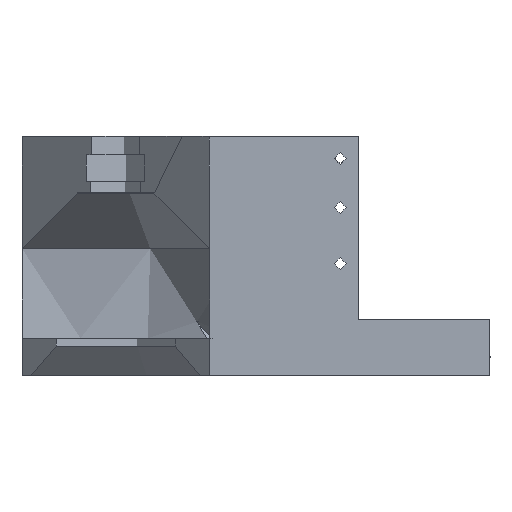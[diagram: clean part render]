
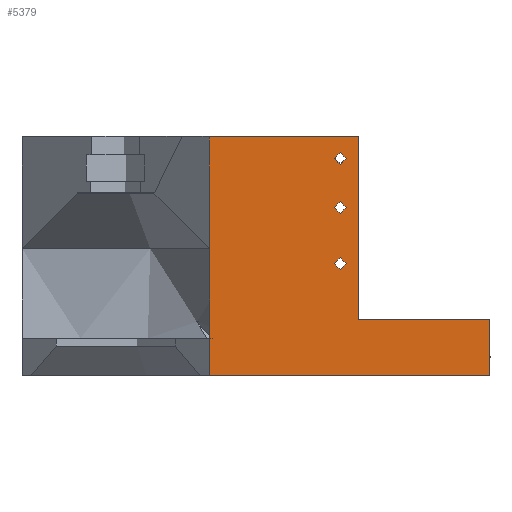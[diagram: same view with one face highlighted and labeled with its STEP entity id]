
A CAD part, left-side view. The second image highlights one B-rep face of the part: STEP entity #5379.
In plain terms, the highlighted planar face has unit normal (-1, 0, 0).
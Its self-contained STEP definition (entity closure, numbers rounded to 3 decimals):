
#46=FACE_BOUND('',#715,.T.);
#47=FACE_BOUND('',#716,.T.);
#48=FACE_BOUND('',#717,.T.);
#132=(
BOUNDED_CURVE()
B_SPLINE_CURVE(2,(#7916,#7917,#7918),.UNSPECIFIED.,.F.,.F.)
B_SPLINE_CURVE_WITH_KNOTS((3,3),(0.,0.015),.UNSPECIFIED.)
CURVE()
GEOMETRIC_REPRESENTATION_ITEM()
RATIONAL_B_SPLINE_CURVE((1.,1.001,1.002))
REPRESENTATION_ITEM('')
);
#200=PLANE('',#5679);
#429=FACE_OUTER_BOUND('',#714,.T.);
#714=EDGE_LOOP('',(#3863,#3864,#3865,#3866,#3867,#3868,#3869,#3870,#3871,
#3872,#3873,#3874,#3875));
#715=EDGE_LOOP('',(#3876));
#716=EDGE_LOOP('',(#3877));
#717=EDGE_LOOP('',(#3878));
#1105=LINE('',#7900,#1729);
#1106=LINE('',#7902,#1730);
#1107=LINE('',#7904,#1731);
#1108=LINE('',#7906,#1732);
#1109=LINE('',#7908,#1733);
#1110=LINE('',#7910,#1734);
#1111=LINE('',#7912,#1735);
#1112=LINE('',#7914,#1736);
#1113=LINE('',#7920,#1737);
#1114=LINE('',#7922,#1738);
#1115=LINE('',#7924,#1739);
#1116=LINE('',#7925,#1740);
#1729=VECTOR('',#6153,10.);
#1730=VECTOR('',#6154,10.);
#1731=VECTOR('',#6155,10.);
#1732=VECTOR('',#6156,10.);
#1733=VECTOR('',#6157,10.);
#1734=VECTOR('',#6158,10.);
#1735=VECTOR('',#6159,10.);
#1736=VECTOR('',#6160,10.);
#1737=VECTOR('',#6161,10.);
#1738=VECTOR('',#6162,10.);
#1739=VECTOR('',#6163,10.);
#1740=VECTOR('',#6164,10.);
#2309=CIRCLE('',#5680,1.6);
#2310=CIRCLE('',#5681,1.6);
#2311=CIRCLE('',#5682,1.6);
#2472=VERTEX_POINT('',#7898);
#2473=VERTEX_POINT('',#7899);
#2474=VERTEX_POINT('',#7901);
#2475=VERTEX_POINT('',#7903);
#2476=VERTEX_POINT('',#7905);
#2477=VERTEX_POINT('',#7907);
#2478=VERTEX_POINT('',#7909);
#2479=VERTEX_POINT('',#7911);
#2480=VERTEX_POINT('',#7913);
#2481=VERTEX_POINT('',#7915);
#2482=VERTEX_POINT('',#7919);
#2483=VERTEX_POINT('',#7921);
#2484=VERTEX_POINT('',#7923);
#2485=VERTEX_POINT('',#7926);
#2486=VERTEX_POINT('',#7928);
#2487=VERTEX_POINT('',#7930);
#3020=EDGE_CURVE('',#2472,#2473,#1105,.T.);
#3021=EDGE_CURVE('',#2474,#2473,#1106,.T.);
#3022=EDGE_CURVE('',#2474,#2475,#1107,.T.);
#3023=EDGE_CURVE('',#2476,#2475,#1108,.T.);
#3024=EDGE_CURVE('',#2477,#2476,#1109,.T.);
#3025=EDGE_CURVE('',#2478,#2477,#1110,.T.);
#3026=EDGE_CURVE('',#2479,#2478,#1111,.T.);
#3027=EDGE_CURVE('',#2479,#2480,#1112,.T.);
#3028=EDGE_CURVE('',#2481,#2480,#132,.T.);
#3029=EDGE_CURVE('',#2481,#2482,#1113,.T.);
#3030=EDGE_CURVE('',#2483,#2482,#1114,.T.);
#3031=EDGE_CURVE('',#2484,#2483,#1115,.T.);
#3032=EDGE_CURVE('',#2472,#2484,#1116,.T.);
#3033=EDGE_CURVE('',#2485,#2485,#2309,.T.);
#3034=EDGE_CURVE('',#2486,#2486,#2310,.T.);
#3035=EDGE_CURVE('',#2487,#2487,#2311,.T.);
#3863=ORIENTED_EDGE('',*,*,#3020,.T.);
#3864=ORIENTED_EDGE('',*,*,#3021,.F.);
#3865=ORIENTED_EDGE('',*,*,#3022,.T.);
#3866=ORIENTED_EDGE('',*,*,#3023,.F.);
#3867=ORIENTED_EDGE('',*,*,#3024,.F.);
#3868=ORIENTED_EDGE('',*,*,#3025,.F.);
#3869=ORIENTED_EDGE('',*,*,#3026,.F.);
#3870=ORIENTED_EDGE('',*,*,#3027,.T.);
#3871=ORIENTED_EDGE('',*,*,#3028,.F.);
#3872=ORIENTED_EDGE('',*,*,#3029,.T.);
#3873=ORIENTED_EDGE('',*,*,#3030,.F.);
#3874=ORIENTED_EDGE('',*,*,#3031,.F.);
#3875=ORIENTED_EDGE('',*,*,#3032,.F.);
#3876=ORIENTED_EDGE('',*,*,#3033,.T.);
#3877=ORIENTED_EDGE('',*,*,#3034,.T.);
#3878=ORIENTED_EDGE('',*,*,#3035,.T.);
#5379=ADVANCED_FACE('',(#429,#46,#47,#48),#200,.F.);
#5679=AXIS2_PLACEMENT_3D('',#7897,#6151,#6152);
#5680=AXIS2_PLACEMENT_3D('',#7927,#6165,#6166);
#5681=AXIS2_PLACEMENT_3D('',#7929,#6167,#6168);
#5682=AXIS2_PLACEMENT_3D('',#7931,#6169,#6170);
#6151=DIRECTION('center_axis',(1.,0.,0.));
#6152=DIRECTION('ref_axis',(0.,1.,0.));
#6153=DIRECTION('',(0.,0.,1.));
#6154=DIRECTION('',(0.,-1.,0.));
#6155=DIRECTION('',(0.,0.,1.));
#6156=DIRECTION('',(0.,-1.,0.));
#6157=DIRECTION('',(0.,0.,1.));
#6158=DIRECTION('',(0.,0.,1.));
#6159=DIRECTION('',(0.,0.,1.));
#6160=DIRECTION('',(0.,0.,-1.));
#6161=DIRECTION('',(0.,0.,-1.));
#6162=DIRECTION('',(0.,-1.,0.));
#6163=DIRECTION('',(0.,0.,1.));
#6164=DIRECTION('',(0.,1.,0.));
#6165=DIRECTION('center_axis',(1.,0.,0.));
#6166=DIRECTION('ref_axis',(0.,1.,0.));
#6167=DIRECTION('center_axis',(1.,0.,0.));
#6168=DIRECTION('ref_axis',(0.,1.,0.));
#6169=DIRECTION('center_axis',(1.,0.,0.));
#6170=DIRECTION('ref_axis',(0.,1.,0.));
#7897=CARTESIAN_POINT('Origin',(-204.684,-44.947,4.95));
#7898=CARTESIAN_POINT('',(-204.684,-79.947,0.));
#7899=CARTESIAN_POINT('',(-204.684,-79.947,15.));
#7900=CARTESIAN_POINT('',(-204.684,-79.947,0.));
#7901=CARTESIAN_POINT('',(-204.684,-44.947,15.));
#7902=CARTESIAN_POINT('',(-204.684,-79.947,15.));
#7903=CARTESIAN_POINT('',(-204.684,-44.947,64.));
#7904=CARTESIAN_POINT('',(-204.684,-44.947,-4.55));
#7905=CARTESIAN_POINT('',(-204.684,-4.947,64.));
#7906=CARTESIAN_POINT('',(-204.684,-19.246,64.));
#7907=CARTESIAN_POINT('',(-204.684,-4.947,62.95));
#7908=CARTESIAN_POINT('',(-204.684,-4.947,62.95));
#7909=CARTESIAN_POINT('',(-204.684,-4.947,59.));
#7910=CARTESIAN_POINT('',(-204.684,-4.947,59.));
#7911=CARTESIAN_POINT('',(-204.684,-4.947,52.));
#7912=CARTESIAN_POINT('',(-204.684,-4.947,52.));
#7913=CARTESIAN_POINT('',(-204.684,-4.947,34.101));
#7914=CARTESIAN_POINT('',(-204.684,-4.947,4.95));
#7915=CARTESIAN_POINT('',(-204.684,-5.151,34.));
#7916=CARTESIAN_POINT('Ctrl Pts',(-204.684,-5.151,34.));
#7917=CARTESIAN_POINT('Ctrl Pts',(-204.684,-5.049,34.051));
#7918=CARTESIAN_POINT('Ctrl Pts',(-204.684,-4.947,34.101));
#7919=CARTESIAN_POINT('',(-204.684,-5.151,10.));
#7920=CARTESIAN_POINT('',(-204.684,-5.151,34.));
#7921=CARTESIAN_POINT('',(-204.684,-4.947,10.));
#7922=CARTESIAN_POINT('',(-204.684,-4.947,10.));
#7923=CARTESIAN_POINT('',(-204.684,-4.947,0.));
#7924=CARTESIAN_POINT('',(-204.684,-4.947,0.));
#7925=CARTESIAN_POINT('',(-204.684,-22.447,0.));
#7926=CARTESIAN_POINT('',(-204.684,-41.547,58.05));
#7927=CARTESIAN_POINT('Origin',(-204.684,-39.947,58.05));
#7928=CARTESIAN_POINT('',(-204.684,-41.547,29.95));
#7929=CARTESIAN_POINT('Origin',(-204.684,-39.947,29.95));
#7930=CARTESIAN_POINT('',(-204.684,-41.547,44.95));
#7931=CARTESIAN_POINT('Origin',(-204.684,-39.947,44.95));
